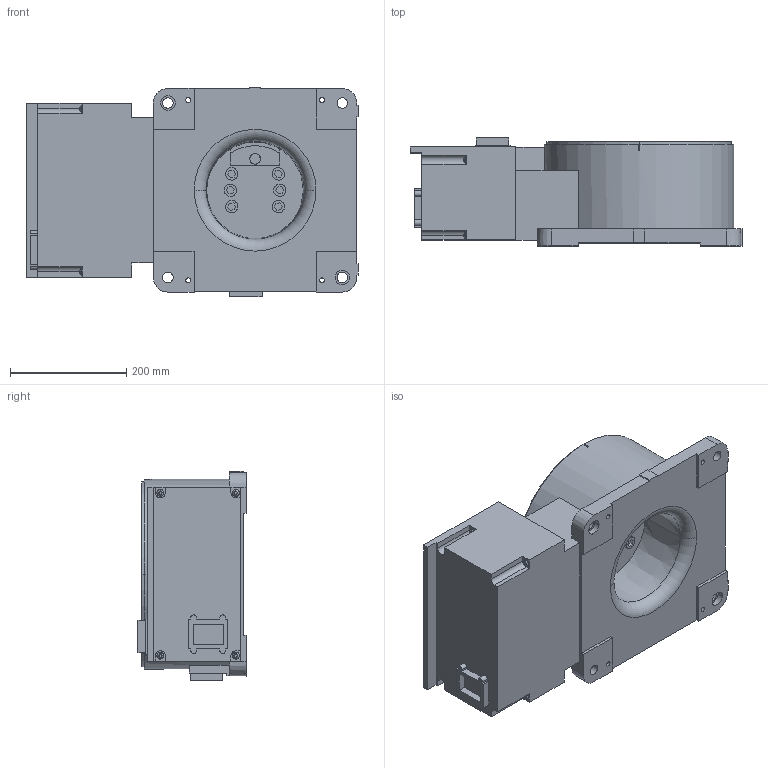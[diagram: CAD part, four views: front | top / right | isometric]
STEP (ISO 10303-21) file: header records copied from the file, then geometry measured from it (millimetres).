
FILE_DESCRIPTION (( 'STEP AP214' ), '1' );
FILE_NAME ('IRB1520ID_4_150__02_base_step_j.STEP', '2013-04-09T04:56:29', ( 'ABB' ), ( 'ABB' ), 'SwSTEP 2.0', 'SolidWorks 2010', '' );
FILE_SCHEMA (( 'AUTOMOTIVE_DESIGN' ));
Length unit declared in the file: millimetre
Products named in the file (1): IRB1520ID_4_150__02_base_step_j
Bounding box: 571 x 186 x 360 mm (x, y, z)
Volume: 22068373.7 mm3; surface area: 1303863.2 mm2
Topology: 2 solids, 3 shells, 309 faces, 798 edges, 526 vertices
Faces by surface type: plane 179, cylinder 112, torus 10, cone 8
Entity records: 13539 total; most frequent: CARTESIAN_POINT 2367, DIRECTION 1598, ORIENTED_EDGE 1596, EDGE_CURVE 798, AXIS2_PLACEMENT_3D 535, LINE 528, VECTOR 528, VERTEX_POINT 526
